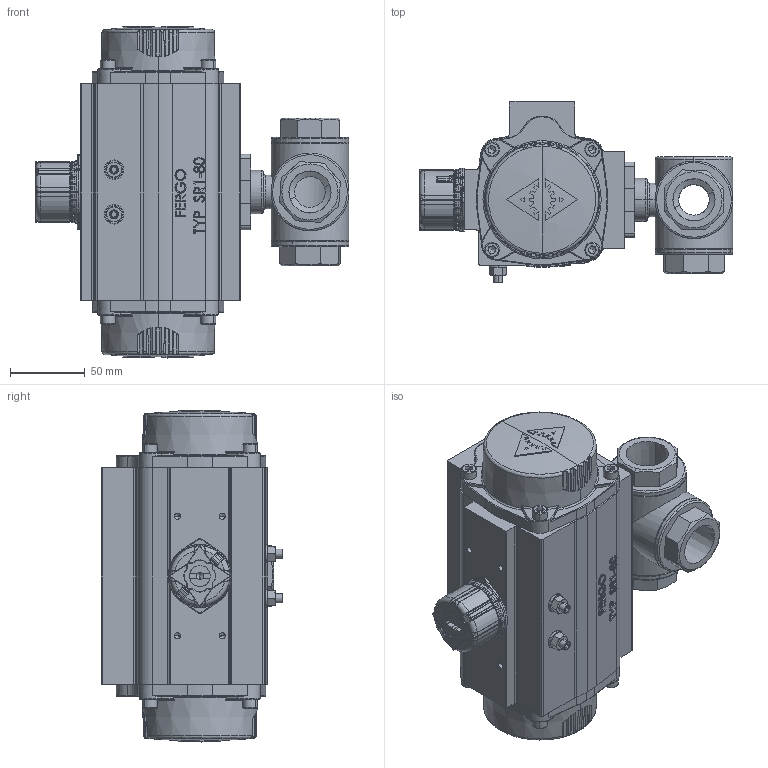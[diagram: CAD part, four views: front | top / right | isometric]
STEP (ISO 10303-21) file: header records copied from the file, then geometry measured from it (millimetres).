
FILE_DESCRIPTION (( 'STEP AP214' ), '1' );
FILE_NAME ('KL103-KT103-3-Wege-Kugelhahn-1 -Zoll-PN63-SR80-Einfachwirkend-Federschließend-Schwenkantrieb-Fergo.STEP', '2023-07-31T13:52:59', ( '' ), ( '' ), 'SwSTEP 2.0', 'SolidWorks 2022', '' );
FILE_SCHEMA (( 'AUTOMOTIVE_DESIGN' ));
Length unit declared in the file: millimetre
Products named in the file (3): 0080 ASR; KL103-KT103-3-Wege-Kugelhahn-1-Zoll-PN63-FW_Standard; KL103-KT103-3-Wege-Kugelhahn-1 -Zoll-PN63-SR80-Einfachwirkend-Federschließend-Schwenkantrieb-Fergo
Assembly tree (2 placements, depth 2):
  KL103-KT103-3-Wege-Kugelhahn-1 -Zoll-PN63-SR80-Einfachwirkend-Federschließend-Schwenkantrieb-Fergo
    KL103-KT103-3-Wege-Kugelhahn-1-Zoll-PN63-FW_Standard
    0080 ASR
Bounding box: 209.99 x 121.5 x 222.31 mm (x, y, z)
Volume: 823372.4 mm3; surface area: 285407.3 mm2
Topology: 27 solids, 28 shells, 3733 faces, 9872 edges, 6242 vertices
Faces by surface type: plane 1360, cylinder 1170, bspline 683, cone 326, torus 163, sphere 31
Entity records: 199664 total; most frequent: CARTESIAN_POINT 76291, ORIENTED_EDGE 19506, DIRECTION 16307, EDGE_CURVE 9754, VERTEX_POINT 6241, AXIS2_PLACEMENT_3D 6119, VECTOR 4069, LINE 4069
